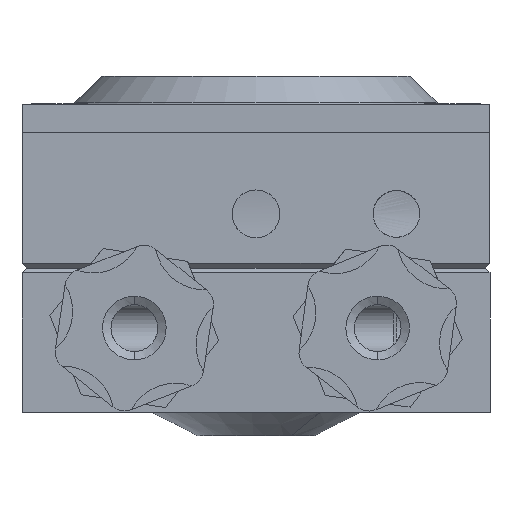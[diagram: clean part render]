
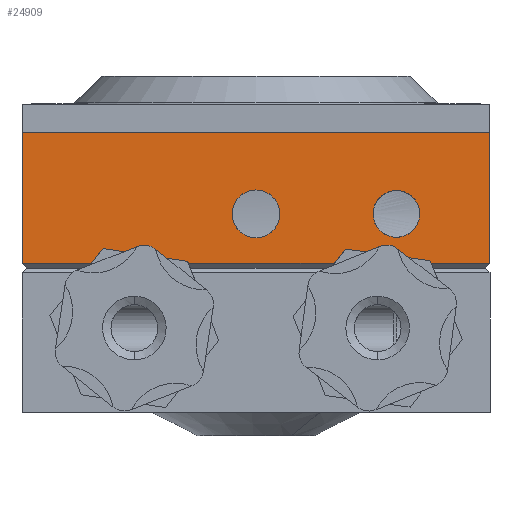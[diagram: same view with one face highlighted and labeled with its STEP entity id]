
A CAD part, front view. The second image highlights one B-rep face of the part: STEP entity #24909.
In plain terms, the highlighted planar face has unit normal (0, -1, 0).
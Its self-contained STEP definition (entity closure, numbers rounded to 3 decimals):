
#625 = ORIENTED_EDGE ( 'NONE', *, *, #33281, .F. ) ;
#1171 = LINE ( 'NONE', #45277, #40221 ) ;
#2565 = CARTESIAN_POINT ( 'NONE',  ( -4.437, 6.586, 7.45 ) ) ;
#2569 = VECTOR ( 'NONE', #14346, 1000. ) ;
#2605 = DIRECTION ( 'NONE',  ( 1., 0., 0. ) ) ;
#2866 = CIRCLE ( 'NONE', #12938, 2.5 ) ;
#2950 = LINE ( 'NONE', #14760, #45710 ) ;
#3342 = DIRECTION ( 'NONE',  ( 0., 0., 1. ) ) ;
#3402 = ORIENTED_EDGE ( 'NONE', *, *, #58957, .F. ) ;
#3415 = FACE_OUTER_BOUND ( 'NONE', #18215, .T. ) ;
#3836 = VECTOR ( 'NONE', #39650, 1000. ) ;
#5437 = DIRECTION ( 'NONE',  ( 0., 0., -1. ) ) ;
#6056 = CARTESIAN_POINT ( 'NONE',  ( -20.766, 6.586, 3.743 ) ) ;
#6286 = EDGE_CURVE ( 'NONE', #8004, #19733, #34958, .T. ) ;
#6382 = ORIENTED_EDGE ( 'NONE', *, *, #46960, .F. ) ;
#7309 = AXIS2_PLACEMENT_3D ( 'NONE', #2565, #35886, #31011 ) ;
#7367 = EDGE_CURVE ( 'NONE', #8004, #35736, #2950, .T. ) ;
#8004 = VERTEX_POINT ( 'NONE', #21447 ) ;
#8024 = CARTESIAN_POINT ( 'NONE',  ( 10.563, 6.586, 9.95 ) ) ;
#8043 = DIRECTION ( 'NONE',  ( 0., -1., 0. ) ) ;
#9679 = VERTEX_POINT ( 'NONE', #41740 ) ;
#9898 = ORIENTED_EDGE ( 'NONE', *, *, #29755, .F. ) ;
#10596 = VERTEX_POINT ( 'NONE', #51382 ) ;
#11466 = ORIENTED_EDGE ( 'NONE', *, *, #38371, .F. ) ;
#12938 = AXIS2_PLACEMENT_3D ( 'NONE', #25527, #44835, #30458 ) ;
#13302 = CIRCLE ( 'NONE', #24581, 2.553 ) ;
#13696 = ORIENTED_EDGE ( 'NONE', *, *, #53371, .F. ) ;
#13931 = DIRECTION ( 'NONE',  ( -0.612, 0., -0.791 ) ) ;
#13962 = VECTOR ( 'NONE', #57048, 1000. ) ;
#14135 = CARTESIAN_POINT ( 'NONE',  ( 20.563, 6.586, 16.15 ) ) ;
#14346 = DIRECTION ( 'NONE',  ( 1., 0., 0. ) ) ;
#14573 = DIRECTION ( 'NONE',  ( 0., 0., 1. ) ) ;
#14760 = CARTESIAN_POINT ( 'NONE',  ( 14.148, 6.586, 2.463 ) ) ;
#15026 = CIRCLE ( 'NONE', #7309, 2.553 ) ;
#15280 = LINE ( 'NONE', #27757, #28524 ) ;
#15536 = DIRECTION ( 'NONE',  ( 0., -1., 0. ) ) ;
#15563 = EDGE_CURVE ( 'NONE', #30983, #54798, #22294, .T. ) ;
#16404 = EDGE_CURVE ( 'NONE', #20532, #10596, #23155, .T. ) ;
#16535 = DIRECTION ( 'NONE',  ( 0., 0., -1. ) ) ;
#17272 = CARTESIAN_POINT ( 'NONE',  ( -29.437, 6.586, 16.15 ) ) ;
#17384 = CARTESIAN_POINT ( 'NONE',  ( -29.437, 6.586, 2.15 ) ) ;
#17400 = ORIENTED_EDGE ( 'NONE', *, *, #50278, .F. ) ;
#17422 = LINE ( 'NONE', #47301, #24018 ) ;
#17973 = VERTEX_POINT ( 'NONE', #47058 ) ;
#18215 = EDGE_LOOP ( 'NONE', ( #625, #47059, #44726, #51874, #3402, #54287, #45970, #21025, #29986, #9898, #49071, #6382 ) ) ;
#18979 = CARTESIAN_POINT ( 'NONE',  ( -4.437, 6.586, 10.003 ) ) ;
#18990 = VECTOR ( 'NONE', #3342, 1000. ) ;
#19376 = CARTESIAN_POINT ( 'NONE',  ( 5.109, 6.586, 3.693 ) ) ;
#19733 = VERTEX_POINT ( 'NONE', #41003 ) ;
#20308 = VERTEX_POINT ( 'NONE', #17272 ) ;
#20532 = VERTEX_POINT ( 'NONE', #42914 ) ;
#20809 = EDGE_CURVE ( 'NONE', #31514, #30083, #30535, .T. ) ;
#21025 = ORIENTED_EDGE ( 'NONE', *, *, #57999, .F. ) ;
#21447 = CARTESIAN_POINT ( 'NONE',  ( 14.276, 6.586, 2.15 ) ) ;
#22047 = DIRECTION ( 'NONE',  ( -0.365, 0., 0.931 ) ) ;
#22294 = LINE ( 'NONE', #31952, #59172 ) ;
#23155 = LINE ( 'NONE', #6056, #44518 ) ;
#23646 = EDGE_LOOP ( 'NONE', ( #33417, #11466 ) ) ;
#24018 = VECTOR ( 'NONE', #14573, 1000. ) ;
#24581 = AXIS2_PLACEMENT_3D ( 'NONE', #52588, #15536, #5437 ) ;
#24909 = ADVANCED_FACE ( 'NONE', ( #43240, #42458, #3415 ), #49053, .T. ) ;
#25527 = CARTESIAN_POINT ( 'NONE',  ( 10.563, 6.586, 7.45 ) ) ;
#25634 = EDGE_CURVE ( 'NONE', #30983, #20308, #17422, .T. ) ;
#26298 = CARTESIAN_POINT ( 'NONE',  ( 3.914, 6.586, 2.15 ) ) ;
#27300 = EDGE_LOOP ( 'NONE', ( #17400, #13696 ) ) ;
#27757 = CARTESIAN_POINT ( 'NONE',  ( -0.476, 6.586, -3.52 ) ) ;
#28144 = LINE ( 'NONE', #39464, #3836 ) ;
#28524 = VECTOR ( 'NONE', #13931, 1000. ) ;
#28787 = CIRCLE ( 'NONE', #41588, 2.5 ) ;
#29143 = EDGE_CURVE ( 'NONE', #9679, #42348, #15026, .T. ) ;
#29167 = DIRECTION ( 'NONE',  ( -0.989, 0., 0.15 ) ) ;
#29755 = EDGE_CURVE ( 'NONE', #31514, #20532, #30326, .T. ) ;
#29986 = ORIENTED_EDGE ( 'NONE', *, *, #16404, .F. ) ;
#30083 = VERTEX_POINT ( 'NONE', #26298 ) ;
#30326 = LINE ( 'NONE', #40781, #50898 ) ;
#30329 = CARTESIAN_POINT ( 'NONE',  ( 10.563, 6.586, 7.45 ) ) ;
#30458 = DIRECTION ( 'NONE',  ( 0., 0., -1. ) ) ;
#30535 = LINE ( 'NONE', #31661, #48174 ) ;
#30943 = CARTESIAN_POINT ( 'NONE',  ( 5.109, 6.586, 3.693 ) ) ;
#30983 = VERTEX_POINT ( 'NONE', #17384 ) ;
#31011 = DIRECTION ( 'NONE',  ( 0., 0., -1. ) ) ;
#31514 = VERTEX_POINT ( 'NONE', #37216 ) ;
#31661 = CARTESIAN_POINT ( 'NONE',  ( 20.563, 6.586, 2.15 ) ) ;
#31952 = CARTESIAN_POINT ( 'NONE',  ( 20.563, 6.586, 2.15 ) ) ;
#32436 = LINE ( 'NONE', #19376, #13962 ) ;
#33281 = EDGE_CURVE ( 'NONE', #35736, #61062, #32436, .T. ) ;
#33417 = ORIENTED_EDGE ( 'NONE', *, *, #29143, .F. ) ;
#33697 = DIRECTION ( 'NONE',  ( -0.379, 0., 0.926 ) ) ;
#34584 = VERTEX_POINT ( 'NONE', #8024 ) ;
#34702 = AXIS2_PLACEMENT_3D ( 'NONE', #45529, #8043, #45317 ) ;
#34958 = LINE ( 'NONE', #46673, #2569 ) ;
#35736 = VERTEX_POINT ( 'NONE', #50547 ) ;
#35886 = DIRECTION ( 'NONE',  ( 0., -1., 0. ) ) ;
#36662 = DIRECTION ( 'NONE',  ( 1., 0., 0. ) ) ;
#37216 = CARTESIAN_POINT ( 'NONE',  ( -11.656, 6.586, 2.15 ) ) ;
#38371 = EDGE_CURVE ( 'NONE', #42348, #9679, #13302, .T. ) ;
#39464 = CARTESIAN_POINT ( 'NONE',  ( -29.437, 6.586, 16.15 ) ) ;
#39647 = CARTESIAN_POINT ( 'NONE',  ( 20.563, 6.586, 1.65 ) ) ;
#39650 = DIRECTION ( 'NONE',  ( 1., 0., 0. ) ) ;
#40221 = VECTOR ( 'NONE', #58728, 1000. ) ;
#40781 = CARTESIAN_POINT ( 'NONE',  ( -11.746, 6.586, 2.379 ) ) ;
#41003 = CARTESIAN_POINT ( 'NONE',  ( 20.563, 6.586, 2.15 ) ) ;
#41026 = VERTEX_POINT ( 'NONE', #14135 ) ;
#41588 = AXIS2_PLACEMENT_3D ( 'NONE', #30329, #48815, #16535 ) ;
#41740 = CARTESIAN_POINT ( 'NONE',  ( -4.437, 6.586, 4.897 ) ) ;
#42348 = VERTEX_POINT ( 'NONE', #18979 ) ;
#42458 = FACE_BOUND ( 'NONE', #23646, .T. ) ;
#42914 = CARTESIAN_POINT ( 'NONE',  ( -11.746, 6.586, 2.379 ) ) ;
#43170 = CARTESIAN_POINT ( 'NONE',  ( -22.038, 6.586, 2.15 ) ) ;
#43240 = FACE_BOUND ( 'NONE', #27300, .T. ) ;
#44518 = VECTOR ( 'NONE', #29167, 1000. ) ;
#44726 = ORIENTED_EDGE ( 'NONE', *, *, #6286, .T. ) ;
#44835 = DIRECTION ( 'NONE',  ( 0., -1., 0. ) ) ;
#45277 = CARTESIAN_POINT ( 'NONE',  ( -26.457, 6.586, -3.386 ) ) ;
#45317 = DIRECTION ( 'NONE',  ( 0., 0., -1. ) ) ;
#45529 = CARTESIAN_POINT ( 'NONE',  ( -29.437, 6.586, 1.65 ) ) ;
#45710 = VECTOR ( 'NONE', #33697, 1000. ) ;
#45970 = ORIENTED_EDGE ( 'NONE', *, *, #15563, .T. ) ;
#46673 = CARTESIAN_POINT ( 'NONE',  ( 20.563, 6.586, 2.15 ) ) ;
#46960 = EDGE_CURVE ( 'NONE', #61062, #30083, #15280, .T. ) ;
#47058 = CARTESIAN_POINT ( 'NONE',  ( 10.563, 6.586, 4.95 ) ) ;
#47059 = ORIENTED_EDGE ( 'NONE', *, *, #7367, .F. ) ;
#47301 = CARTESIAN_POINT ( 'NONE',  ( -29.437, 6.586, 1.65 ) ) ;
#48174 = VECTOR ( 'NONE', #2605, 1000. ) ;
#48815 = DIRECTION ( 'NONE',  ( 0., -1., 0. ) ) ;
#49053 = PLANE ( 'NONE',  #34702 ) ;
#49071 = ORIENTED_EDGE ( 'NONE', *, *, #20809, .T. ) ;
#50278 = EDGE_CURVE ( 'NONE', #17973, #34584, #28787, .T. ) ;
#50547 = CARTESIAN_POINT ( 'NONE',  ( 14.148, 6.586, 2.463 ) ) ;
#50898 = VECTOR ( 'NONE', #22047, 1000. ) ;
#51382 = CARTESIAN_POINT ( 'NONE',  ( -20.766, 6.586, 3.743 ) ) ;
#51874 = ORIENTED_EDGE ( 'NONE', *, *, #60545, .T. ) ;
#52588 = CARTESIAN_POINT ( 'NONE',  ( -4.437, 6.586, 7.45 ) ) ;
#53371 = EDGE_CURVE ( 'NONE', #34584, #17973, #2866, .T. ) ;
#54287 = ORIENTED_EDGE ( 'NONE', *, *, #25634, .F. ) ;
#54354 = LINE ( 'NONE', #39647, #18990 ) ;
#54798 = VERTEX_POINT ( 'NONE', #43170 ) ;
#57048 = DIRECTION ( 'NONE',  ( -0.991, 0., 0.135 ) ) ;
#57999 = EDGE_CURVE ( 'NONE', #10596, #54798, #1171, .T. ) ;
#58728 = DIRECTION ( 'NONE',  ( -0.624, 0., -0.782 ) ) ;
#58957 = EDGE_CURVE ( 'NONE', #20308, #41026, #28144, .T. ) ;
#59172 = VECTOR ( 'NONE', #36662, 1000. ) ;
#60545 = EDGE_CURVE ( 'NONE', #19733, #41026, #54354, .T. ) ;
#61062 = VERTEX_POINT ( 'NONE', #30943 ) ;
